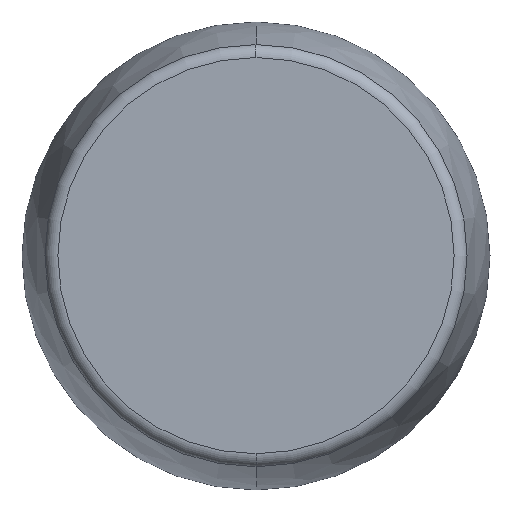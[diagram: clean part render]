
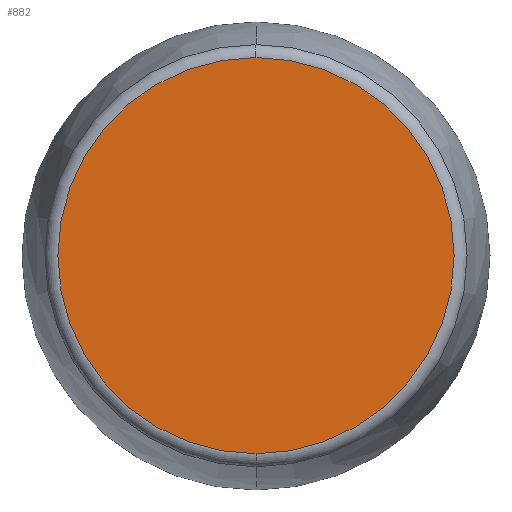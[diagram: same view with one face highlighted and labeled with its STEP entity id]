
A CAD part, top view. The second image highlights one B-rep face of the part: STEP entity #882.
In plain terms, the highlighted planar face has unit normal (0, 0, 1).
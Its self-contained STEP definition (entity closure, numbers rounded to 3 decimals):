
#859=CARTESIAN_POINT('Axis2P3D Location',(0.,14.815,23.5)) ;
#864=CARTESIAN_POINT('Axis2P3D Location',(0.,0.,23.5)) ;
#868=CARTESIAN_POINT('Vertex',(0.,14.815,23.5)) ;
#870=CARTESIAN_POINT('Vertex',(0.,-14.815,23.5)) ;
#873=CARTESIAN_POINT('Axis2P3D Location',(0.,0.,23.5)) ;
#860=DIRECTION('Axis2P3D Direction',(0.,0.,-1.)) ;
#861=DIRECTION('Axis2P3D XDirection',(1.,0.,0.)) ;
#865=DIRECTION('Axis2P3D Direction',(0.,0.,-1.)) ;
#874=DIRECTION('Axis2P3D Direction',(0.,0.,-1.)) ;
#862=AXIS2_PLACEMENT_3D('Plane Axis2P3D',#859,#860,#861) ;
#866=AXIS2_PLACEMENT_3D('Circle Axis2P3D',#864,#865,$) ;
#875=AXIS2_PLACEMENT_3D('Circle Axis2P3D',#873,#874,$) ;
#867=CIRCLE('generated circle',#866,14.815) ;
#876=CIRCLE('generated circle',#875,14.815) ;
#863=PLANE('',#862) ;
#872=EDGE_CURVE('',#869,#871,#867,.T.) ;
#877=EDGE_CURVE('',#871,#869,#876,.T.) ;
#879=ORIENTED_EDGE('',*,*,#872,.F.) ;
#880=ORIENTED_EDGE('',*,*,#877,.F.) ;
#878=EDGE_LOOP('',(#879,#880)) ;
#869=VERTEX_POINT('',#868) ;
#871=VERTEX_POINT('',#870) ;
#882=ADVANCED_FACE('PartBody',(#881),#863,.F.) ;
#881=FACE_OUTER_BOUND('',#878,.T.) ;
